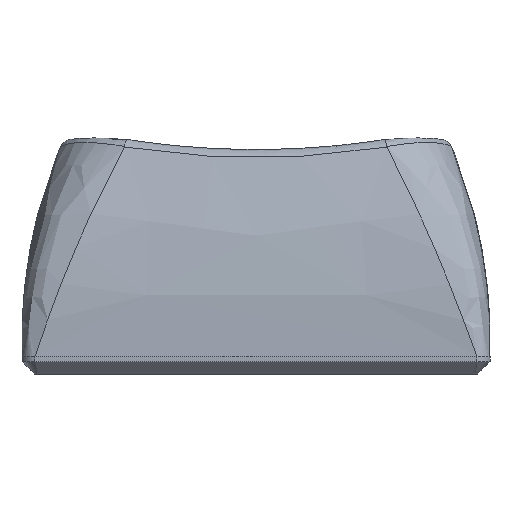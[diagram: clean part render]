
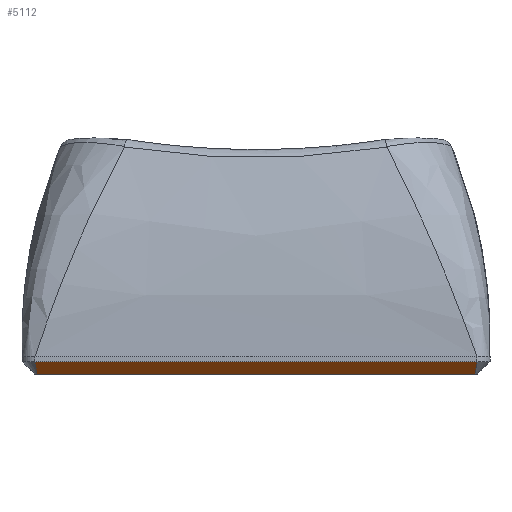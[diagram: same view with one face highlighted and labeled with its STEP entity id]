
A CAD part, front view. The second image highlights one B-rep face of the part: STEP entity #5112.
In plain terms, the highlighted planar face has unit normal (0, -0.707, -0.707).
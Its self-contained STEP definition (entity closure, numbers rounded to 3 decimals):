
#720 = PLANE('',#721);
#721 = AXIS2_PLACEMENT_3D('',#722,#723,#724);
#722 = CARTESIAN_POINT('',(-8.5,-9.,0.672));
#723 = DIRECTION('',(0.,-1.,0.));
#724 = DIRECTION('',(1.,0.,0.));
#1973 = VERTEX_POINT('',#1974);
#1974 = CARTESIAN_POINT('',(-8.5,-9.,0.48));
#2000 = EDGE_CURVE('',#1973,#2001,#2003,.T.);
#2001 = VERTEX_POINT('',#2002);
#2002 = CARTESIAN_POINT('',(8.5,-9.,0.48));
#2003 = SURFACE_CURVE('',#2004,(#2008,#2015),.PCURVE_S1.);
#2004 = LINE('',#2005,#2006);
#2005 = CARTESIAN_POINT('',(-8.5,-9.,0.48));
#2006 = VECTOR('',#2007,1.);
#2007 = DIRECTION('',(1.,0.,0.));
#2008 = PCURVE('',#720,#2009);
#2009 = DEFINITIONAL_REPRESENTATION('',(#2010),#2014);
#2010 = LINE('',#2011,#2012);
#2011 = CARTESIAN_POINT('',(0.,-0.192));
#2012 = VECTOR('',#2013,1.);
#2013 = DIRECTION('',(1.,0.));
#2014 = ( GEOMETRIC_REPRESENTATION_CONTEXT(2) 
PARAMETRIC_REPRESENTATION_CONTEXT() REPRESENTATION_CONTEXT('2D SPACE',''
  ) );
#2015 = PCURVE('',#2016,#2021);
#2016 = PLANE('',#2017);
#2017 = AXIS2_PLACEMENT_3D('',#2018,#2019,#2020);
#2018 = CARTESIAN_POINT('',(-8.5,-8.76,0.24));
#2019 = DIRECTION('',(0.,0.707,0.707)
  );
#2020 = DIRECTION('',(1.,0.,0.));
#2021 = DEFINITIONAL_REPRESENTATION('',(#2022),#2026);
#2022 = LINE('',#2023,#2024);
#2023 = CARTESIAN_POINT('',(0.,-0.339));
#2024 = VECTOR('',#2025,1.);
#2025 = DIRECTION('',(1.,0.));
#2026 = ( GEOMETRIC_REPRESENTATION_CONTEXT(2) 
PARAMETRIC_REPRESENTATION_CONTEXT() REPRESENTATION_CONTEXT('2D SPACE',''
  ) );
#3188 = CONICAL_SURFACE('',#3189,0.7,0.785);
#3189 = AXIS2_PLACEMENT_3D('',#3190,#3191,#3192);
#3190 = CARTESIAN_POINT('',(8.323,-8.323,0.48));
#3191 = DIRECTION('',(-0.,-0.,1.));
#3192 = DIRECTION('',(0.967,-0.253,0.));
#5112 = ADVANCED_FACE('',(#5113),#2016,.F.);
#5113 = FACE_BOUND('',#5114,.F.);
#5114 = EDGE_LOOP('',(#5115,#5150,#5151,#5181));
#5115 = ORIENTED_EDGE('',*,*,#5116,.F.);
#5116 = EDGE_CURVE('',#1973,#5117,#5119,.T.);
#5117 = VERTEX_POINT('',#5118);
#5118 = CARTESIAN_POINT('',(-8.42,-8.52,0.));
#5119 = SURFACE_CURVE('',#5120,(#5125,#5132),.PCURVE_S1.);
#5120 = PARABOLA('',#5121,0.008);
#5121 = AXIS2_PLACEMENT_3D('',#5122,#5123,#5124);
#5122 = CARTESIAN_POINT('',(-8.323,-8.311,
    -0.209));
#5123 = DIRECTION('',(0.,0.707,0.707)
  );
#5124 = DIRECTION('',(0.,-0.707,0.707)
  );
#5125 = PCURVE('',#2016,#5126);
#5126 = DEFINITIONAL_REPRESENTATION('',(#5127),#5131);
#5127 = B_SPLINE_CURVE_WITH_KNOTS('',2,(#5128,#5129,#5130),
  .UNSPECIFIED.,.F.,.F.,(3,3),(-0.177,-0.098),
  .PIECEWISE_BEZIER_KNOTS.);
#5128 = CARTESIAN_POINT('',(0.,-0.339));
#5129 = CARTESIAN_POINT('',(0.04,0.098));
#5130 = CARTESIAN_POINT('',(0.08,0.339));
#5131 = ( GEOMETRIC_REPRESENTATION_CONTEXT(2) 
PARAMETRIC_REPRESENTATION_CONTEXT() REPRESENTATION_CONTEXT('2D SPACE',''
  ) );
#5132 = PCURVE('',#5133,#5138);
#5133 = CONICAL_SURFACE('',#5134,0.7,0.785);
#5134 = AXIS2_PLACEMENT_3D('',#5135,#5136,#5137);
#5135 = CARTESIAN_POINT('',(-8.323,-8.323,0.48));
#5136 = DIRECTION('',(-0.,-0.,1.));
#5137 = DIRECTION('',(-0.253,-0.967,-0.));
#5138 = DEFINITIONAL_REPRESENTATION('',(#5139),#5149);
#5139 = B_SPLINE_CURVE_WITH_KNOTS('',8,(#5140,#5141,#5142,#5143,#5144,
    #5145,#5146,#5147,#5148),.UNSPECIFIED.,.F.,.F.,(9,9),(
    -0.177,-0.098),.PIECEWISE_BEZIER_KNOTS.);
#5140 = CARTESIAN_POINT('',(0.,0.));
#5141 = CARTESIAN_POINT('',(-0.014,-0.077));
#5142 = CARTESIAN_POINT('',(-0.03,-0.15));
#5143 = CARTESIAN_POINT('',(-0.048,-0.217));
#5144 = CARTESIAN_POINT('',(-0.069,-0.28));
#5145 = CARTESIAN_POINT('',(-0.094,-0.337));
#5146 = CARTESIAN_POINT('',(-0.123,-0.39));
#5147 = CARTESIAN_POINT('',(-0.158,-0.437));
#5148 = CARTESIAN_POINT('',(-0.203,-0.48));
#5149 = ( GEOMETRIC_REPRESENTATION_CONTEXT(2) 
PARAMETRIC_REPRESENTATION_CONTEXT() REPRESENTATION_CONTEXT('2D SPACE',''
  ) );
#5150 = ORIENTED_EDGE('',*,*,#2000,.T.);
#5151 = ORIENTED_EDGE('',*,*,#5152,.T.);
#5152 = EDGE_CURVE('',#2001,#5153,#5155,.T.);
#5153 = VERTEX_POINT('',#5154);
#5154 = CARTESIAN_POINT('',(8.42,-8.52,0.));
#5155 = SURFACE_CURVE('',#5156,(#5161,#5168),.PCURVE_S1.);
#5156 = PARABOLA('',#5157,0.008);
#5157 = AXIS2_PLACEMENT_3D('',#5158,#5159,#5160);
#5158 = CARTESIAN_POINT('',(8.323,-8.311,
    -0.209));
#5159 = DIRECTION('',(0.,-0.707,-0.707
    ));
#5160 = DIRECTION('',(0.,-0.707,0.707)
  );
#5161 = PCURVE('',#2016,#5162);
#5162 = DEFINITIONAL_REPRESENTATION('',(#5163),#5167);
#5163 = B_SPLINE_CURVE_WITH_KNOTS('',2,(#5164,#5165,#5166),
  .UNSPECIFIED.,.F.,.F.,(3,3),(-0.177,-0.098),
  .PIECEWISE_BEZIER_KNOTS.);
#5164 = CARTESIAN_POINT('',(17.,-0.339));
#5165 = CARTESIAN_POINT('',(16.96,0.098));
#5166 = CARTESIAN_POINT('',(16.92,0.339));
#5167 = ( GEOMETRIC_REPRESENTATION_CONTEXT(2) 
PARAMETRIC_REPRESENTATION_CONTEXT() REPRESENTATION_CONTEXT('2D SPACE',''
  ) );
#5168 = PCURVE('',#3188,#5169);
#5169 = DEFINITIONAL_REPRESENTATION('',(#5170),#5180);
#5170 = B_SPLINE_CURVE_WITH_KNOTS('',8,(#5171,#5172,#5173,#5174,#5175,
    #5176,#5177,#5178,#5179),.UNSPECIFIED.,.F.,.F.,(9,9),(
    -0.177,-0.098),.PIECEWISE_BEZIER_KNOTS.);
#5171 = CARTESIAN_POINT('',(-1.059,0.));
#5172 = CARTESIAN_POINT('',(-1.045,-0.077));
#5173 = CARTESIAN_POINT('',(-1.029,-0.15));
#5174 = CARTESIAN_POINT('',(-1.01,-0.217));
#5175 = CARTESIAN_POINT('',(-0.99,-0.28));
#5176 = CARTESIAN_POINT('',(-0.965,-0.337));
#5177 = CARTESIAN_POINT('',(-0.936,-0.39));
#5178 = CARTESIAN_POINT('',(-0.901,-0.437));
#5179 = CARTESIAN_POINT('',(-0.856,-0.48));
#5180 = ( GEOMETRIC_REPRESENTATION_CONTEXT(2) 
PARAMETRIC_REPRESENTATION_CONTEXT() REPRESENTATION_CONTEXT('2D SPACE',''
  ) );
#5181 = ORIENTED_EDGE('',*,*,#5182,.F.);
#5182 = EDGE_CURVE('',#5117,#5153,#5183,.T.);
#5183 = SURFACE_CURVE('',#5184,(#5188,#5195),.PCURVE_S1.);
#5184 = LINE('',#5185,#5186);
#5185 = CARTESIAN_POINT('',(-8.5,-8.52,0.));
#5186 = VECTOR('',#5187,1.);
#5187 = DIRECTION('',(1.,0.,0.));
#5188 = PCURVE('',#2016,#5189);
#5189 = DEFINITIONAL_REPRESENTATION('',(#5190),#5194);
#5190 = LINE('',#5191,#5192);
#5191 = CARTESIAN_POINT('',(0.,0.339));
#5192 = VECTOR('',#5193,1.);
#5193 = DIRECTION('',(1.,0.));
#5194 = ( GEOMETRIC_REPRESENTATION_CONTEXT(2) 
PARAMETRIC_REPRESENTATION_CONTEXT() REPRESENTATION_CONTEXT('2D SPACE',''
  ) );
#5195 = PCURVE('',#5196,#5201);
#5196 = PLANE('',#5197);
#5197 = AXIS2_PLACEMENT_3D('',#5198,#5199,#5200);
#5198 = CARTESIAN_POINT('',(8.5,9.,0.));
#5199 = DIRECTION('',(0.,0.,-1.));
#5200 = DIRECTION('',(-1.,0.,0.));
#5201 = DEFINITIONAL_REPRESENTATION('',(#5202),#5206);
#5202 = LINE('',#5203,#5204);
#5203 = CARTESIAN_POINT('',(17.,-17.52));
#5204 = VECTOR('',#5205,1.);
#5205 = DIRECTION('',(-1.,0.));
#5206 = ( GEOMETRIC_REPRESENTATION_CONTEXT(2) 
PARAMETRIC_REPRESENTATION_CONTEXT() REPRESENTATION_CONTEXT('2D SPACE',''
  ) );
